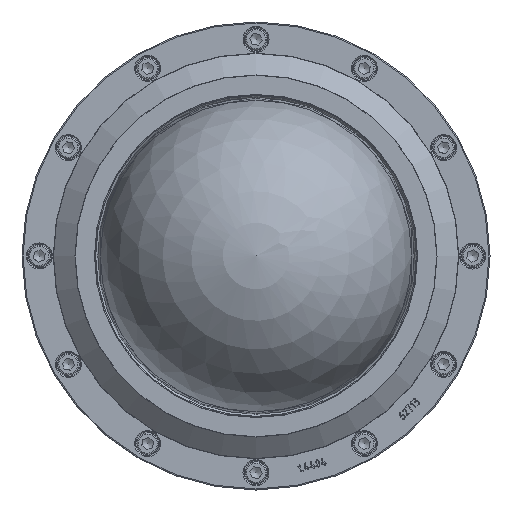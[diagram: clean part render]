
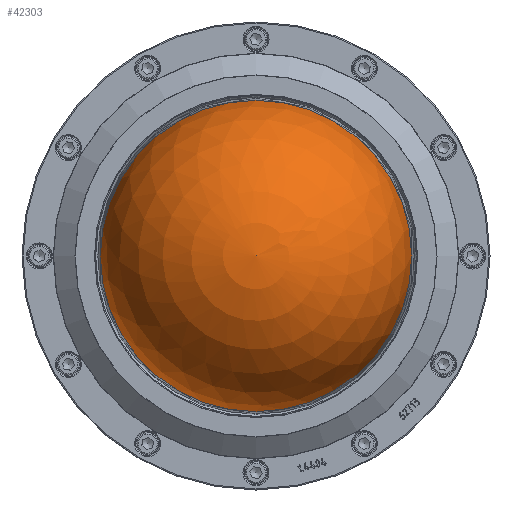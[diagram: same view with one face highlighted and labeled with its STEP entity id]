
A CAD part, front view. The second image highlights one B-rep face of the part: STEP entity #42303.
In plain terms, the highlighted spherical face has radius 72 mm.
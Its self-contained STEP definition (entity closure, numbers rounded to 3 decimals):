
#18=SPHERICAL_SURFACE('',#45488,72.);
#3298=CIRCLE('',#45489,71.825);
#3299=CIRCLE('',#45490,72.);
#5685=FACE_OUTER_BOUND('',#8220,.T.);
#8220=EDGE_LOOP('',(#31371,#31372,#31373));
#18658=VERTEX_POINT('',#67926);
#18659=VERTEX_POINT('',#67928);
#23299=EDGE_CURVE('',#18658,#18658,#3298,.T.);
#23300=EDGE_CURVE('',#18659,#18658,#3299,.T.);
#31371=ORIENTED_EDGE('',*,*,#23299,.T.);
#31372=ORIENTED_EDGE('',*,*,#23300,.F.);
#31373=ORIENTED_EDGE('',*,*,#23300,.T.);
#42303=ADVANCED_FACE('',(#5685),#18,.T.);
#45488=AXIS2_PLACEMENT_3D('',#67925,#51120,#51121);
#45489=AXIS2_PLACEMENT_3D('',#67927,#51122,#51123);
#45490=AXIS2_PLACEMENT_3D('',#67929,#51124,#51125);
#51120=DIRECTION('center_axis',(0.,0.,1.));
#51121=DIRECTION('ref_axis',(-1.,0.,0.));
#51122=DIRECTION('center_axis',(0.,0.,1.));
#51123=DIRECTION('ref_axis',(1.,0.,0.));
#51124=DIRECTION('center_axis',(0.,1.,0.));
#51125=DIRECTION('ref_axis',(1.,0.,0.));
#67925=CARTESIAN_POINT('Origin',(0.,0.,48.308));
#67926=CARTESIAN_POINT('',(71.825,0.,53.331));
#67927=CARTESIAN_POINT('Origin',(0.,0.,53.331));
#67928=CARTESIAN_POINT('',(0.,0.,120.308));
#67929=CARTESIAN_POINT('Origin',(0.,0.,48.308));
